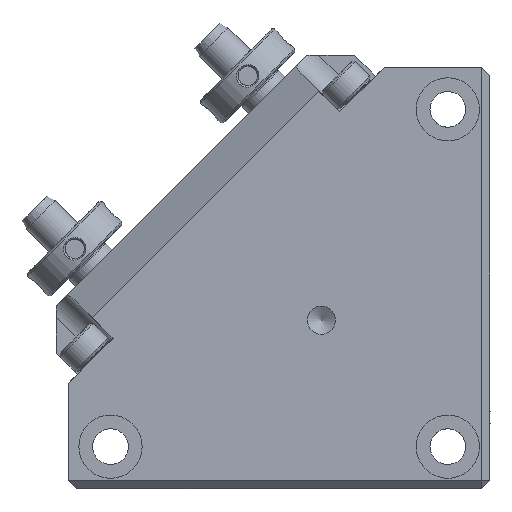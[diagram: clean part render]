
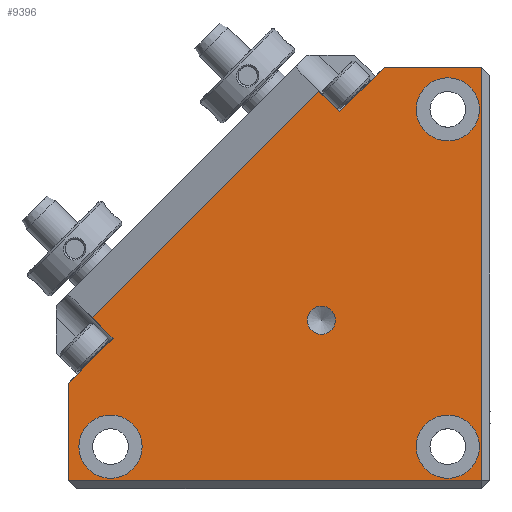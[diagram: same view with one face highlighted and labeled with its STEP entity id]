
A CAD part, front view. The second image highlights one B-rep face of the part: STEP entity #9396.
In plain terms, the highlighted face is planar.
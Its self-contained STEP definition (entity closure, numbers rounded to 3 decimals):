
#242=FACE_BOUND('',#1436,.T.);
#243=FACE_BOUND('',#1437,.T.);
#244=FACE_BOUND('',#1438,.T.);
#245=FACE_BOUND('',#1439,.T.);
#359=PLANE('',#10221);
#813=FACE_OUTER_BOUND('',#1435,.T.);
#1435=EDGE_LOOP('',(#7098,#7099,#7100,#7101,#7102,#7103,#7104,#7105,#7106));
#1436=EDGE_LOOP('',(#7107));
#1437=EDGE_LOOP('',(#7108));
#1438=EDGE_LOOP('',(#7109));
#1439=EDGE_LOOP('',(#7110));
#1914=CIRCLE('',#10012,1.666);
#1950=CIRCLE('',#10085,3.75);
#1953=CIRCLE('',#10090,3.75);
#1956=CIRCLE('',#10095,3.75);
#2713=LINE('',#17304,#3347);
#2729=LINE('',#17332,#3363);
#2730=LINE('',#17335,#3364);
#2784=LINE('',#17659,#3418);
#2813=LINE('',#17794,#3447);
#2814=LINE('',#17796,#3448);
#2815=LINE('',#17797,#3449);
#2816=LINE('',#17799,#3450);
#2817=LINE('',#17800,#3451);
#3347=VECTOR('',#11364,10.);
#3363=VECTOR('',#11392,10.);
#3364=VECTOR('',#11395,10.);
#3418=VECTOR('',#11673,10.);
#3447=VECTOR('',#11800,10.);
#3448=VECTOR('',#11801,10.);
#3449=VECTOR('',#11802,10.);
#3450=VECTOR('',#11803,10.);
#3451=VECTOR('',#11804,10.);
#4017=VERTEX_POINT('',#17202);
#4047=VERTEX_POINT('',#17290);
#4048=VERTEX_POINT('',#17294);
#4052=VERTEX_POINT('',#17303);
#4059=VERTEX_POINT('',#17334);
#4076=VERTEX_POINT('',#17381);
#4079=VERTEX_POINT('',#17390);
#4082=VERTEX_POINT('',#17399);
#4135=VERTEX_POINT('',#17657);
#4191=VERTEX_POINT('',#17792);
#4192=VERTEX_POINT('',#17793);
#4193=VERTEX_POINT('',#17795);
#4194=VERTEX_POINT('',#17798);
#5019=EDGE_CURVE('',#4017,#4017,#1914,.T.);
#5064=EDGE_CURVE('',#4052,#4047,#2713,.T.);
#5080=EDGE_CURVE('',#4047,#4048,#2729,.T.);
#5081=EDGE_CURVE('',#4048,#4059,#2730,.T.);
#5102=EDGE_CURVE('',#4076,#4076,#1950,.T.);
#5106=EDGE_CURVE('',#4079,#4079,#1953,.T.);
#5110=EDGE_CURVE('',#4082,#4082,#1956,.T.);
#5199=EDGE_CURVE('',#4135,#4052,#2784,.T.);
#5265=EDGE_CURVE('',#4191,#4192,#2813,.T.);
#5266=EDGE_CURVE('',#4191,#4193,#2814,.T.);
#5267=EDGE_CURVE('',#4193,#4059,#2815,.T.);
#5268=EDGE_CURVE('',#4135,#4194,#2816,.T.);
#5269=EDGE_CURVE('',#4192,#4194,#2817,.T.);
#7098=ORIENTED_EDGE('',*,*,#5265,.F.);
#7099=ORIENTED_EDGE('',*,*,#5266,.T.);
#7100=ORIENTED_EDGE('',*,*,#5267,.T.);
#7101=ORIENTED_EDGE('',*,*,#5081,.F.);
#7102=ORIENTED_EDGE('',*,*,#5080,.F.);
#7103=ORIENTED_EDGE('',*,*,#5064,.F.);
#7104=ORIENTED_EDGE('',*,*,#5199,.F.);
#7105=ORIENTED_EDGE('',*,*,#5268,.T.);
#7106=ORIENTED_EDGE('',*,*,#5269,.F.);
#7107=ORIENTED_EDGE('',*,*,#5102,.T.);
#7108=ORIENTED_EDGE('',*,*,#5106,.T.);
#7109=ORIENTED_EDGE('',*,*,#5110,.T.);
#7110=ORIENTED_EDGE('',*,*,#5019,.T.);
#9396=ADVANCED_FACE('',(#813,#242,#243,#244,#245),#359,.T.);
#10012=AXIS2_PLACEMENT_3D('',#17203,#11256,#11257);
#10085=AXIS2_PLACEMENT_3D('',#17382,#11449,#11450);
#10090=AXIS2_PLACEMENT_3D('',#17391,#11460,#11461);
#10095=AXIS2_PLACEMENT_3D('',#17400,#11471,#11472);
#10221=AXIS2_PLACEMENT_3D('',#17791,#11798,#11799);
#11256=DIRECTION('center_axis',(0.,-1.,0.));
#11257=DIRECTION('ref_axis',(0.707,0.,-0.707));
#11364=DIRECTION('',(0.707,0.,-0.707));
#11392=DIRECTION('',(0.707,0.,0.707));
#11395=DIRECTION('',(-0.707,0.,0.707));
#11449=DIRECTION('center_axis',(0.,-1.,0.));
#11450=DIRECTION('ref_axis',(-0.707,0.,-0.707));
#11460=DIRECTION('center_axis',(0.,-1.,0.));
#11461=DIRECTION('ref_axis',(-0.707,0.,-0.707));
#11471=DIRECTION('center_axis',(0.,-1.,0.));
#11472=DIRECTION('ref_axis',(-0.707,0.,-0.707));
#11673=DIRECTION('',(-0.707,0.,-0.707));
#11798=DIRECTION('center_axis',(0.,1.,0.));
#11799=DIRECTION('ref_axis',(-1.,0.,0.));
#11800=DIRECTION('',(-1.,0.,0.));
#11801=DIRECTION('',(0.,0.,-1.));
#11802=DIRECTION('',(1.,0.,0.));
#11803=DIRECTION('',(1.,0.,0.));
#11804=DIRECTION('',(0.,0.,-1.));
#17202=CARTESIAN_POINT('',(-1.178,37.205,-79.282));
#17203=CARTESIAN_POINT('Origin',(0.,37.205,
-80.46));
#17290=CARTESIAN_POINT('',(0.,37.205,-107.331));
#17294=CARTESIAN_POINT('',(34.648,37.205,-72.682));
#17303=CARTESIAN_POINT('',(-34.648,37.205,-72.682));
#17304=CARTESIAN_POINT('',(-25.809,37.205,-81.521));
#17332=CARTESIAN_POINT('',(8.132,37.205,-99.199));
#17334=CARTESIAN_POINT('',(26.5,37.205,-64.534));
#17335=CARTESIAN_POINT('',(35.355,37.205,-73.389));
#17381=CARTESIAN_POINT('',(30.936,37.205,-70.738));
#17382=CARTESIAN_POINT('Origin',(28.284,37.205,-73.389));
#17390=CARTESIAN_POINT('',(2.652,37.205,-99.022));
#17391=CARTESIAN_POINT('Origin',(0.,37.205,
-101.674));
#17399=CARTESIAN_POINT('',(-25.633,37.205,-70.738));
#17400=CARTESIAN_POINT('Origin',(-28.284,37.205,-73.389));
#17657=CARTESIAN_POINT('',(-26.5,37.205,-64.534));
#17659=CARTESIAN_POINT('',(0.,37.205,-38.034));
#17791=CARTESIAN_POINT('Origin',(25.,37.205,-66.834));
#17792=CARTESIAN_POINT('',(19.,37.205,-61.034));
#17793=CARTESIAN_POINT('',(-19.,37.205,-61.034));
#17794=CARTESIAN_POINT('',(12.5,37.205,-61.034));
#17795=CARTESIAN_POINT('',(19.,37.205,-64.534));
#17796=CARTESIAN_POINT('',(19.,37.205,-63.584));
#17797=CARTESIAN_POINT('',(23.5,37.205,-64.534));
#17798=CARTESIAN_POINT('',(-19.,37.205,-64.534));
#17799=CARTESIAN_POINT('',(1.5,37.205,-64.534));
#17800=CARTESIAN_POINT('',(-19.,37.205,-63.584));
